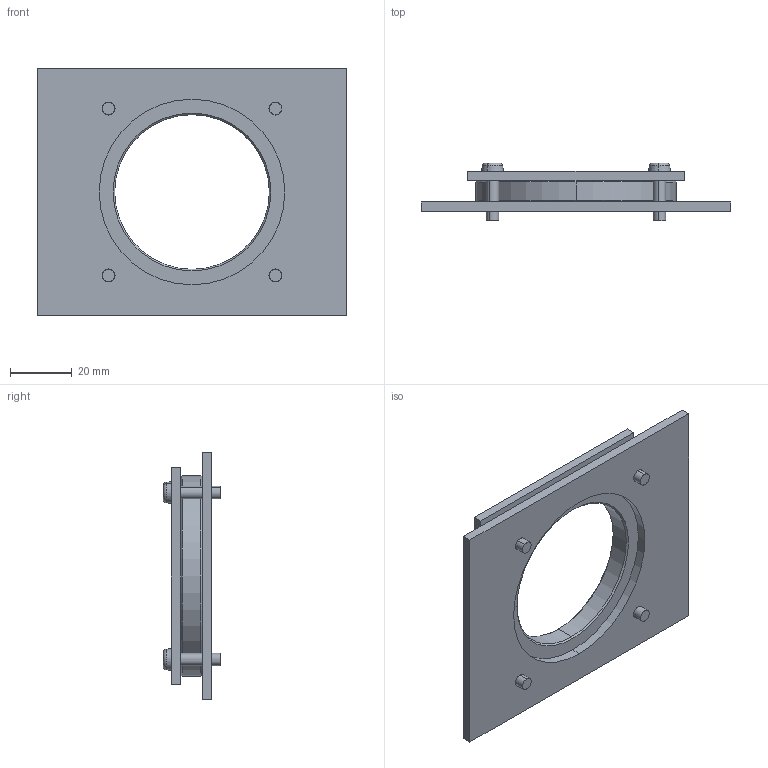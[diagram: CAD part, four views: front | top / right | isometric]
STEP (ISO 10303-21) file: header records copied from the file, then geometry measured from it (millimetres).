
FILE_DESCRIPTION (( 'STEP AP203' ), '1' );
FILE_NAME ('basep_默认_sldprt.STEP', '2021-09-11T04:25:03', ( '' ), ( '' ), 'SwSTEP 2.0', 'SolidWorks 2020', '' );
FILE_SCHEMA (( 'CONFIG_CONTROL_DESIGN' ));
Length unit declared in the file: millimetre
Products named in the file (1): basep_默认_sldprt
Bounding box: 100 x 18.6 x 80 mm (x, y, z)
Volume: 31915.1 mm3; surface area: 24057.1 mm2
Topology: 7 solids, 7 shells, 158 faces, 384 edges, 248 vertices
Faces by surface type: plane 78, cylinder 48, cone 16, torus 16
Entity records: 4757 total; most frequent: DIRECTION 854, CARTESIAN_POINT 791, ORIENTED_EDGE 768, EDGE_CURVE 384, AXIS2_PLACEMENT_3D 311, VERTEX_POINT 248, LINE 232, VECTOR 232
